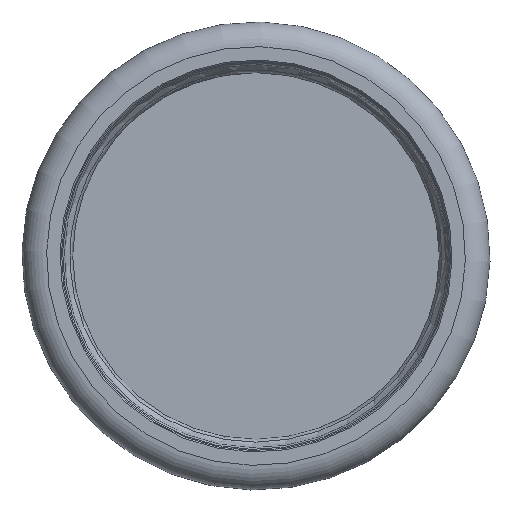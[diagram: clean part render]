
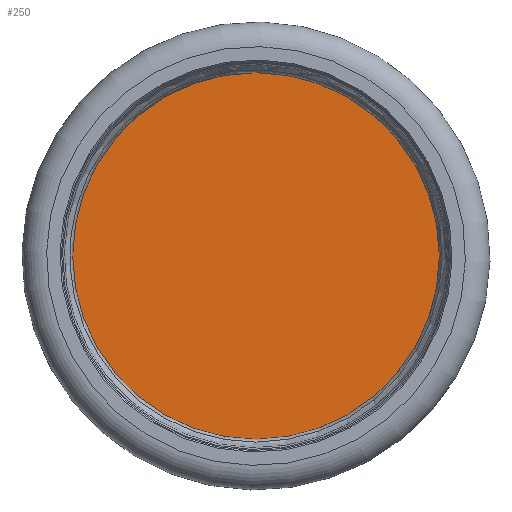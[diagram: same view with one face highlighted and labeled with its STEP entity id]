
A CAD part, left-side view. The second image highlights one B-rep face of the part: STEP entity #250.
In plain terms, the highlighted planar face has unit normal (-1, 0, 0).
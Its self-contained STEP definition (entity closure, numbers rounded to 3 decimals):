
#46=FACE_OUTER_BOUND('',#64,.T.);
#64=EDGE_LOOP('',(#161));
#84=CIRCLE('',#292,52.);
#109=VERTEX_POINT('',#432);
#128=EDGE_CURVE('',#109,#109,#84,.F.);
#161=ORIENTED_EDGE('',*,*,#128,.T.);
#227=PLANE('',#291);
#250=ADVANCED_FACE('',(#46),#227,.T.);
#291=AXIS2_PLACEMENT_3D('',#431,#336,#337);
#292=AXIS2_PLACEMENT_3D('',#433,#338,#339);
#336=DIRECTION('center_axis',(-1.,0.,0.));
#337=DIRECTION('ref_axis',(0.,0.,1.));
#338=DIRECTION('center_axis',(1.,0.,0.));
#339=DIRECTION('ref_axis',(0.,-1.,0.));
#431=CARTESIAN_POINT('Origin',(-1.2,0.,0.));
#432=CARTESIAN_POINT('',(-1.2,0.,-52.));
#433=CARTESIAN_POINT('Origin',(-1.2,0.,0.));
